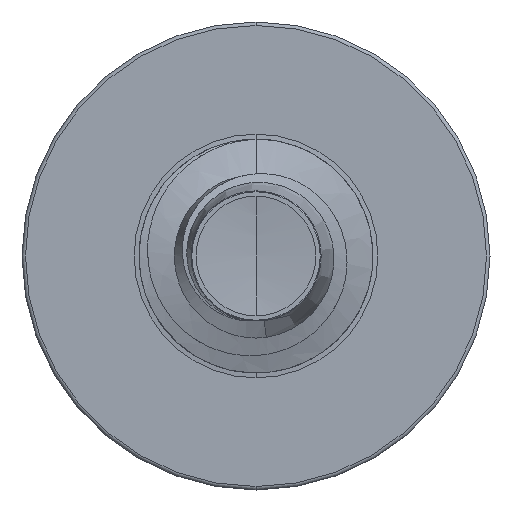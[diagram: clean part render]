
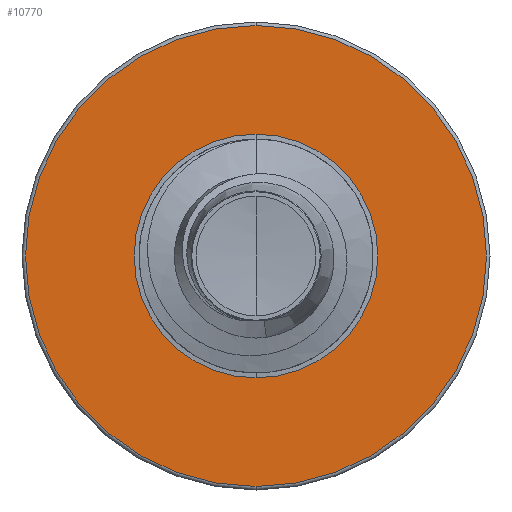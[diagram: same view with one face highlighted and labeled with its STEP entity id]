
A CAD part, front view. The second image highlights one B-rep face of the part: STEP entity #10770.
In plain terms, the highlighted planar face has unit normal (0, -1, 0).
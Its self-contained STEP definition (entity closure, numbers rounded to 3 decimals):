
#289 = DIRECTION ( 'NONE',  ( 0., 0., 1. ) ) ;
#379 = DIRECTION ( 'NONE',  ( 0., 1., 0. ) ) ;
#678 = CARTESIAN_POINT ( 'NONE',  ( 0., 5., 0. ) ) ;
#875 = EDGE_CURVE ( 'NONE', #12465, #9301, #9369, .T. ) ;
#1811 = EDGE_CURVE ( 'NONE', #10924, #9416, #8633, .T. ) ;
#1950 = DIRECTION ( 'NONE',  ( 0., 0., 1. ) ) ;
#1965 = DIRECTION ( 'NONE',  ( 0., 1., 0. ) ) ;
#1985 = CARTESIAN_POINT ( 'NONE',  ( 0., 5., 0. ) ) ;
#4209 = CARTESIAN_POINT ( 'NONE',  ( 0., 5., -1.562 ) ) ;
#4416 = CIRCLE ( 'NONE', #10678, 2.955 ) ;
#4443 = CIRCLE ( 'NONE', #5194, 1.562 ) ;
#4510 = CARTESIAN_POINT ( 'NONE',  ( 0., 5., 2.955 ) ) ;
#4692 = DIRECTION ( 'NONE',  ( 0., 0., 1. ) ) ;
#4697 = DIRECTION ( 'NONE',  ( 0., 1., 0. ) ) ;
#4710 = CARTESIAN_POINT ( 'NONE',  ( 0., 5., 0. ) ) ;
#5194 = AXIS2_PLACEMENT_3D ( 'NONE', #1985, #1965, #1950 ) ;
#7842 = AXIS2_PLACEMENT_3D ( 'NONE', #8031, #7979, #7960 ) ;
#7960 = DIRECTION ( 'NONE',  ( 0., 0., 1. ) ) ;
#7979 = DIRECTION ( 'NONE',  ( 0., 1., 0. ) ) ;
#8031 = CARTESIAN_POINT ( 'NONE',  ( 0., 5., -1.562 ) ) ;
#8168 = PLANE ( 'NONE',  #7842 ) ;
#8250 = AXIS2_PLACEMENT_3D ( 'NONE', #10882, #8850, #10473 ) ;
#8633 = CIRCLE ( 'NONE', #8250, 1.562 ) ;
#8806 = ORIENTED_EDGE ( 'NONE', *, *, #12352, .F. ) ;
#8850 = DIRECTION ( 'NONE',  ( 0., 1., 0. ) ) ;
#9301 = VERTEX_POINT ( 'NONE', #4510 ) ;
#9369 = CIRCLE ( 'NONE', #10950, 2.955 ) ;
#9389 = ORIENTED_EDGE ( 'NONE', *, *, #9875, .T. ) ;
#9416 = VERTEX_POINT ( 'NONE', #4209 ) ;
#9572 = CARTESIAN_POINT ( 'NONE',  ( 0., 5., 1.562 ) ) ;
#9785 = FACE_BOUND ( 'NONE', #10626, .T. ) ;
#9875 = EDGE_CURVE ( 'NONE', #9416, #10924, #4443, .T. ) ;
#9958 = CARTESIAN_POINT ( 'NONE',  ( 0., 5., -2.955 ) ) ;
#10473 = DIRECTION ( 'NONE',  ( 0., 0., 1. ) ) ;
#10626 = EDGE_LOOP ( 'NONE', ( #11141, #9389 ) ) ;
#10678 = AXIS2_PLACEMENT_3D ( 'NONE', #678, #379, #289 ) ;
#10770 = ADVANCED_FACE ( 'NONE', ( #12742, #9785 ), #8168, .F. ) ;
#10882 = CARTESIAN_POINT ( 'NONE',  ( 0., 5., 0. ) ) ;
#10924 = VERTEX_POINT ( 'NONE', #9572 ) ;
#10950 = AXIS2_PLACEMENT_3D ( 'NONE', #4710, #4697, #4692 ) ;
#11141 = ORIENTED_EDGE ( 'NONE', *, *, #1811, .T. ) ;
#11367 = EDGE_LOOP ( 'NONE', ( #8806, #12549 ) ) ;
#12352 = EDGE_CURVE ( 'NONE', #9301, #12465, #4416, .T. ) ;
#12465 = VERTEX_POINT ( 'NONE', #9958 ) ;
#12549 = ORIENTED_EDGE ( 'NONE', *, *, #875, .F. ) ;
#12742 = FACE_OUTER_BOUND ( 'NONE', #11367, .T. ) ;
